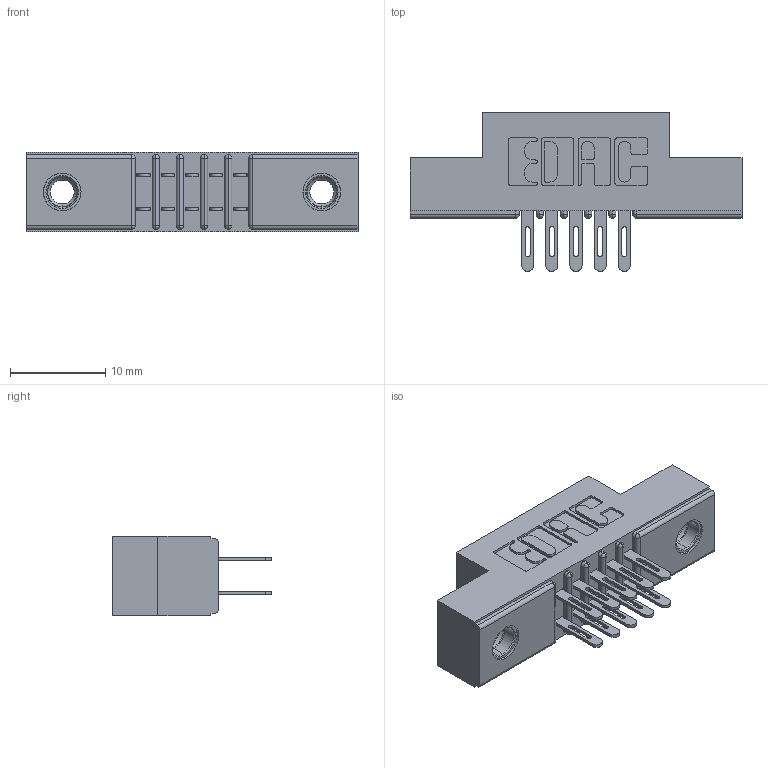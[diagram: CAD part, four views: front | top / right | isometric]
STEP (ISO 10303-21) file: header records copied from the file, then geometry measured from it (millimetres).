
FILE_DESCRIPTION (( 'STEP AP203' ), '1' );
FILE_NAME ('341-010-500-207.STEP', '2019-08-09T16:16:34', ( '' ), ( '' ), 'SwSTEP 2.0', 'SolidWorks 2016', '' );
FILE_SCHEMA (( 'CONFIG_CONTROL_DESIGN' ));
Length unit declared in the file: inch
Products named in the file (4): 345-250-001_345-250-005-103; 341 Part_.156 (3.96) Dia Mounting Holes; 341-292-001_341-292-100; 341-010-500-207
Assembly tree (13 placements, depth 2):
  341-010-500-207
    341 Part_.156 (3.96) Dia Mounting Holes
    341-292-001_341-292-100  x10
    345-250-001_345-250-005-103  x2
Bounding box: 34.92 x 16.69 x 8.38 mm (x, y, z)
Volume: 2034.1 mm3; surface area: 3308.8 mm2
Topology: 13 solids, 13 shells, 836 faces, 2367 edges, 1530 vertices
Faces by surface type: plane 480, cylinder 320, sphere 12, torus 12, cone 12
Entity records: 12173 total; most frequent: CARTESIAN_POINT 2006, DIRECTION 1987, ORIENTED_EDGE 1982, EDGE_CURVE 991, LINE 753, VECTOR 753, VERTEX_POINT 636, AXIS2_PLACEMENT_3D 617
